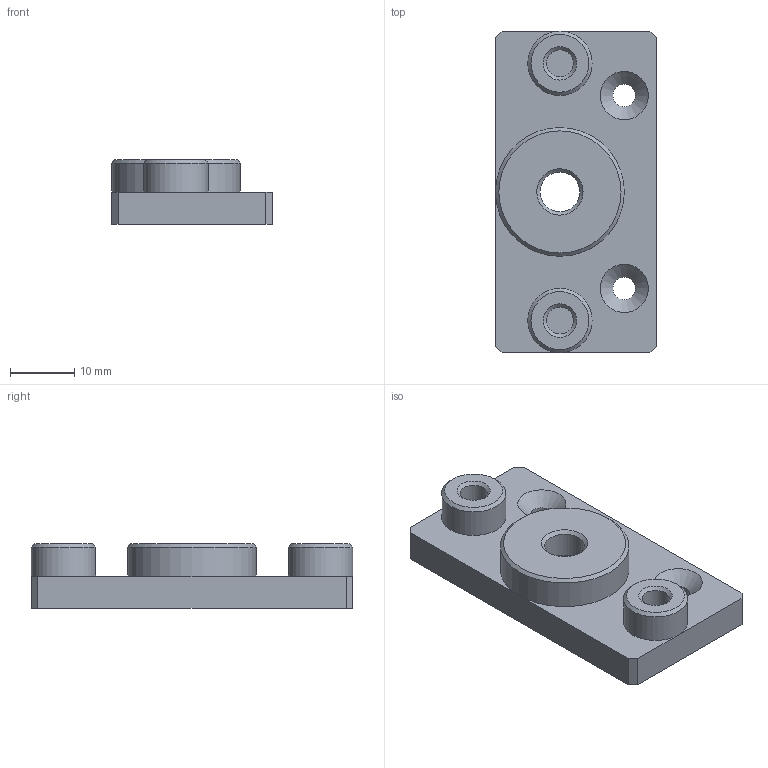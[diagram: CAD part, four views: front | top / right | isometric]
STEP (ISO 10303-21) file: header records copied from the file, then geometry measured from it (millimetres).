
FILE_DESCRIPTION(('Open CASCADE Model'),'2;1');
FILE_NAME('Open CASCADE Shape Model','2025-07-09T17:51:48',('Author'),( 'Open CASCADE'),'Open CASCADE STEP processor 7.7','Open CASCADE 7.7' ,'Unknown');
FILE_SCHEMA(('AUTOMOTIVE_DESIGN { 1 0 10303 214 1 1 1 1 }'));
Length unit declared in the file: millimetre
Products named in the file (1): Open CASCADE STEP translator 7.7 877
Bounding box: 25 x 50 x 10 mm (x, y, z)
Volume: 7621.9 mm3; surface area: 4220.7 mm2
Topology: 1 solids, 1 shells, 40 faces, 94 edges, 58 vertices
Faces by surface type: plane 22, cone 10, cylinder 8
Full cylindrical faces by diameter (mm): 3.5 x2, 4.2 x2, 6.2 x1, 10 x2, 20 x1
Entity records: 2343 total; most frequent: CARTESIAN_POINT 430, DIRECTION 361, LINE 208, VECTOR 208, ORIENTED_EDGE 184, PCURVE 184, DEFINITIONAL_REPRESENTATION 184, EDGE_CURVE 92
